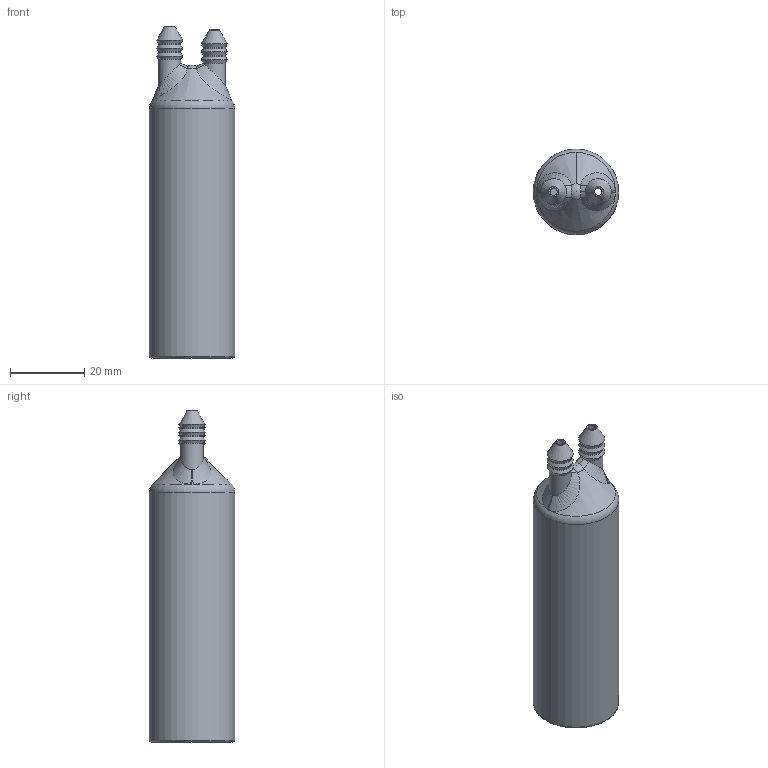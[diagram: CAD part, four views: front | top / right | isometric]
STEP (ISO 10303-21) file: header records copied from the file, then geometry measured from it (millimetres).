
FILE_DESCRIPTION(('FreeCAD Model'),'2;1');
FILE_NAME('Open CASCADE Shape Model','2025-03-19T10:54:12',(''),(''), 'Open CASCADE STEP processor 7.7','FreeCAD','Unknown');
FILE_SCHEMA(('AUTOMOTIVE_DESIGN { 1 0 10303 214 1 1 1 1 }'));
Length unit declared in the file: millimetre
Products named in the file (1): Reservoir
Bounding box: 23 x 23 x 89.34 mm (x, y, z)
Volume: 15506 mm3; surface area: 11298 mm2
Topology: 1 solids, 1 shells, 66 faces, 150 edges, 84 vertices
Faces by surface type: cylinder 21, cone 17, bspline 10, torus 8, plane 6, sphere 2, revolution 2
Full cylindrical faces by diameter (mm): 2 x4, 3.2 x1, 6 x7, 23 x1
Entity records: 4184 total; most frequent: CARTESIAN_POINT 2763, ORIENTED_EDGE 298, DIRECTION 281, EDGE_CURVE 148, AXIS2_PLACEMENT_3D 121, VERTEX_POINT 84, FACE_BOUND 71, EDGE_LOOP 71
